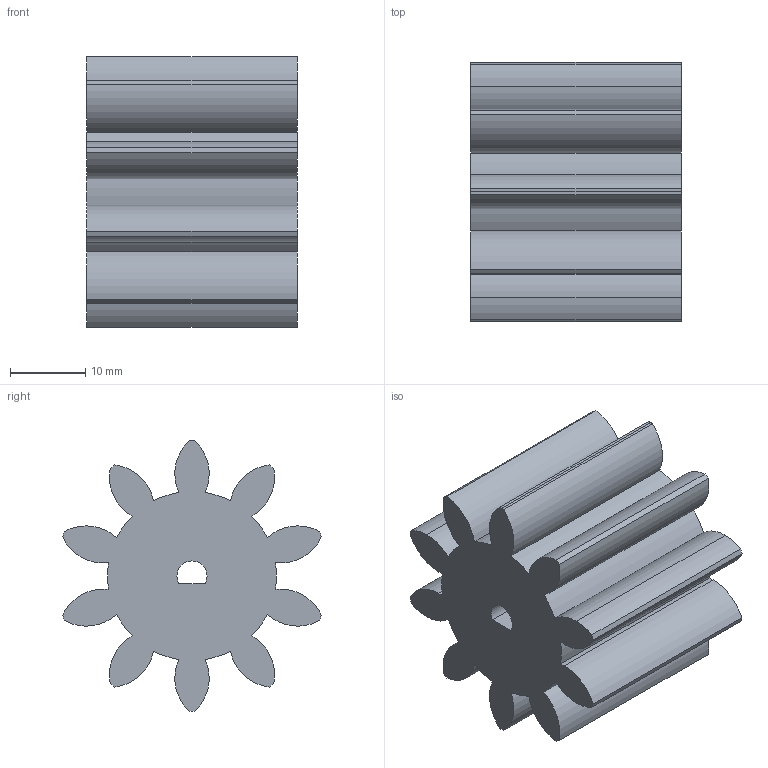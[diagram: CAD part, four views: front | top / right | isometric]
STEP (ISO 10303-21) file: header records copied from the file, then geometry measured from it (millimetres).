
FILE_DESCRIPTION (( 'STEP AP214' ), '1' );
FILE_NAME ('10T_Spur_Gear.STEP', '2025-01-25T20:45:26', ( '' ), ( '' ), 'SwSTEP 2.0', 'SolidWorks 2022', '' );
FILE_SCHEMA (( 'AUTOMOTIVE_DESIGN' ));
Length unit declared in the file: millimetre
Products named in the file (1): 10T_Spur_Gear
Bounding box: 28 x 34.46 x 36 mm (x, y, z)
Volume: 17882.8 mm3; surface area: 7011.7 mm2
Topology: 1 solids, 1 shells, 50 faces, 144 edges, 96 vertices
Faces by surface type: cylinder 47, plane 3
Entity records: 1740 total; most frequent: DIRECTION 340, CARTESIAN_POINT 291, ORIENTED_EDGE 288, AXIS2_PLACEMENT_3D 145, EDGE_CURVE 144, VERTEX_POINT 96, CIRCLE 94, EDGE_LOOP 52
